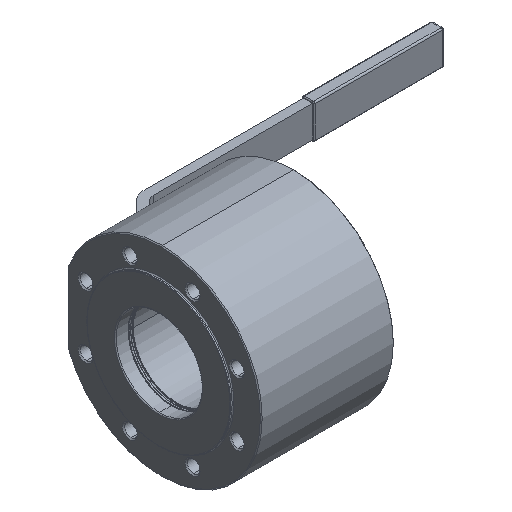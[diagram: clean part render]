
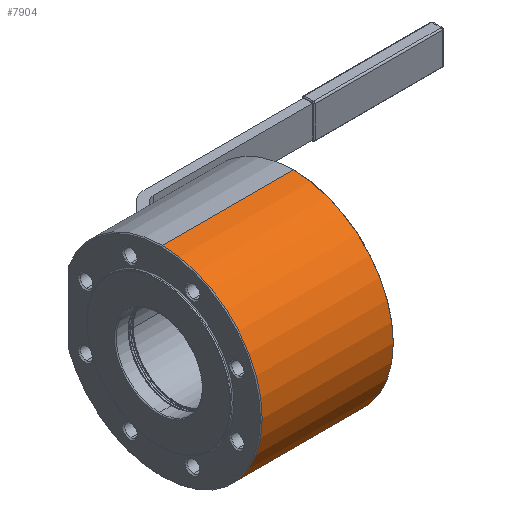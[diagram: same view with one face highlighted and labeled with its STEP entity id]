
A CAD part, isometric view. The second image highlights one B-rep face of the part: STEP entity #7904.
In plain terms, the highlighted cylindrical face has radius 110 mm (diameter 220 mm), a partial arc.
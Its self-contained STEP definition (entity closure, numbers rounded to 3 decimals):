
#6817 = VERTEX_POINT ( 'NONE', #20500 ) ;
#7280 = VERTEX_POINT ( 'NONE', #19282 ) ;
#7471 = EDGE_CURVE ( 'NONE', #6817, #7280, #19518, .T. ) ;
#7597 = ORIENTED_EDGE ( 'NONE', *, *, #7696, .F. ) ;
#7598 = ORIENTED_EDGE ( 'NONE', *, *, #7646, .F. ) ;
#7630 = VERTEX_POINT ( 'NONE', #19625 ) ;
#7644 = ORIENTED_EDGE ( 'NONE', *, *, #8014, .T. ) ;
#7646 = EDGE_CURVE ( 'NONE', #7630, #7692, #19599, .T. ) ;
#7692 = VERTEX_POINT ( 'NONE', #19813 ) ;
#7696 = EDGE_CURVE ( 'NONE', #7692, #7280, #19861, .T. ) ;
#7766 = EDGE_LOOP ( 'NONE', ( #7597, #7598, #7644, #7768 ) ) ;
#7768 = ORIENTED_EDGE ( 'NONE', *, *, #7471, .T. ) ;
#7904 = ADVANCED_FACE ( 'NONE', ( #19833 ), #19832, .T. ) ;
#8014 = EDGE_CURVE ( 'NONE', #7630, #6817, #19752, .T. ) ;
#19282 = CARTESIAN_POINT ( 'NONE',  ( -72., 0., -110. ) ) ;
#19411 = DIRECTION ( 'NONE',  ( 0., 0., -1. ) ) ;
#19412 = DIRECTION ( 'NONE',  ( 1., 0., 0. ) ) ;
#19413 = CARTESIAN_POINT ( 'NONE',  ( -72., 0., 0. ) ) ;
#19414 = AXIS2_PLACEMENT_3D ( 'NONE', #19413, #19412, #19411 ) ;
#19489 = CARTESIAN_POINT ( 'NONE',  ( 72., 0., 0. ) ) ;
#19490 = DIRECTION ( 'NONE',  ( 0., 0., 1. ) ) ;
#19491 = DIRECTION ( 'NONE',  ( 1., 0., 0. ) ) ;
#19518 = CIRCLE ( 'NONE', #19414, 110. ) ;
#19598 = AXIS2_PLACEMENT_3D ( 'NONE', #19489, #19491, #19490 ) ;
#19599 = CIRCLE ( 'NONE', #19598, 110. ) ;
#19625 = CARTESIAN_POINT ( 'NONE',  ( 72., 0., 110. ) ) ;
#19749 = DIRECTION ( 'NONE',  ( -1., 0., 0. ) ) ;
#19750 = VECTOR ( 'NONE', #19749, 1000. ) ;
#19751 = CARTESIAN_POINT ( 'NONE',  ( 72., 0., 110. ) ) ;
#19752 = LINE ( 'NONE', #19751, #19750 ) ;
#19813 = CARTESIAN_POINT ( 'NONE',  ( 72., 0., -110. ) ) ;
#19827 = DIRECTION ( 'NONE',  ( 0., 0., 1. ) ) ;
#19828 = DIRECTION ( 'NONE',  ( -1., 0., 0. ) ) ;
#19829 = CARTESIAN_POINT ( 'NONE',  ( 72., 0., 0. ) ) ;
#19830 = AXIS2_PLACEMENT_3D ( 'NONE', #19829, #19828, #19827 ) ;
#19832 = CYLINDRICAL_SURFACE ( 'NONE', #19830, 110. ) ;
#19833 = FACE_OUTER_BOUND ( 'NONE', #7766, .T. ) ;
#19858 = DIRECTION ( 'NONE',  ( -1., 0., 0. ) ) ;
#19859 = VECTOR ( 'NONE', #19858, 1000. ) ;
#19860 = CARTESIAN_POINT ( 'NONE',  ( 72., 0., -110. ) ) ;
#19861 = LINE ( 'NONE', #19860, #19859 ) ;
#20500 = CARTESIAN_POINT ( 'NONE',  ( -72., 0., 110. ) ) ;
